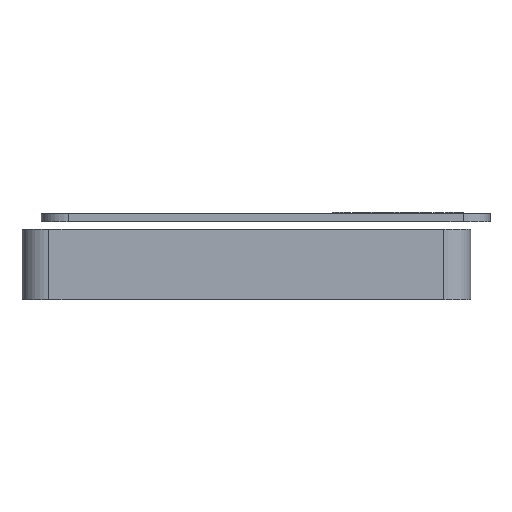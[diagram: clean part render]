
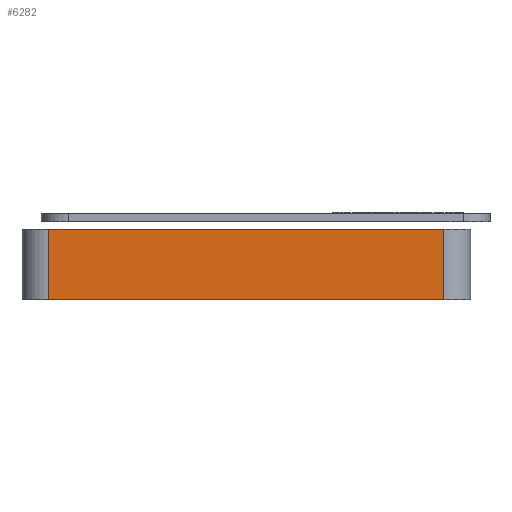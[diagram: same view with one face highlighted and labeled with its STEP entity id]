
A CAD part, front view. The second image highlights one B-rep face of the part: STEP entity #6282.
In plain terms, the highlighted planar face has unit normal (0, -1, 0).
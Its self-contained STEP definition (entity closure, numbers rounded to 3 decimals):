
#687=PLANE('',#6675);
#802=FACE_OUTER_BOUND('',#1160,.T.);
#1160=EDGE_LOOP('',(#4315,#4316,#4317,#4318));
#1554=LINE('',#7877,#2052);
#1567=LINE('',#7916,#2065);
#1575=LINE('',#7934,#2073);
#1576=LINE('',#7937,#2074);
#2052=VECTOR('',#6907,10.);
#2065=VECTOR('',#6938,10.);
#2073=VECTOR('',#6954,10.);
#2074=VECTOR('',#6959,10.);
#2632=VERTEX_POINT('',#7874);
#2633=VERTEX_POINT('',#7876);
#2650=VERTEX_POINT('',#7914);
#2656=VERTEX_POINT('',#7933);
#3289=EDGE_CURVE('',#2632,#2633,#1554,.T.);
#3309=EDGE_CURVE('',#2650,#2632,#1567,.T.);
#3318=EDGE_CURVE('',#2633,#2656,#1575,.T.);
#3320=EDGE_CURVE('',#2656,#2650,#1576,.T.);
#4315=ORIENTED_EDGE('',*,*,#3309,.F.);
#4316=ORIENTED_EDGE('',*,*,#3320,.F.);
#4317=ORIENTED_EDGE('',*,*,#3318,.F.);
#4318=ORIENTED_EDGE('',*,*,#3289,.F.);
#6282=ADVANCED_FACE('',(#802),#687,.T.);
#6675=AXIS2_PLACEMENT_3D('',#7936,#6957,#6958);
#6907=DIRECTION('',(1.,0.,0.));
#6938=DIRECTION('',(0.,0.,1.));
#6954=DIRECTION('',(0.,0.,-1.));
#6957=DIRECTION('center_axis',(0.,-1.,0.));
#6958=DIRECTION('ref_axis',(1.,0.,0.));
#6959=DIRECTION('',(-1.,0.,0.));
#7874=CARTESIAN_POINT('',(-3.139,-64.721,13.));
#7876=CARTESIAN_POINT('',(70.048,-64.721,13.));
#7877=CARTESIAN_POINT('',(75.048,-64.721,13.));
#7914=CARTESIAN_POINT('',(-3.139,-64.721,0.));
#7916=CARTESIAN_POINT('',(-3.139,-64.721,0.));
#7933=CARTESIAN_POINT('',(70.048,-64.721,0.));
#7934=CARTESIAN_POINT('',(70.048,-64.721,0.));
#7936=CARTESIAN_POINT('Origin',(-8.139,-64.721,0.));
#7937=CARTESIAN_POINT('',(75.048,-64.721,0.));
